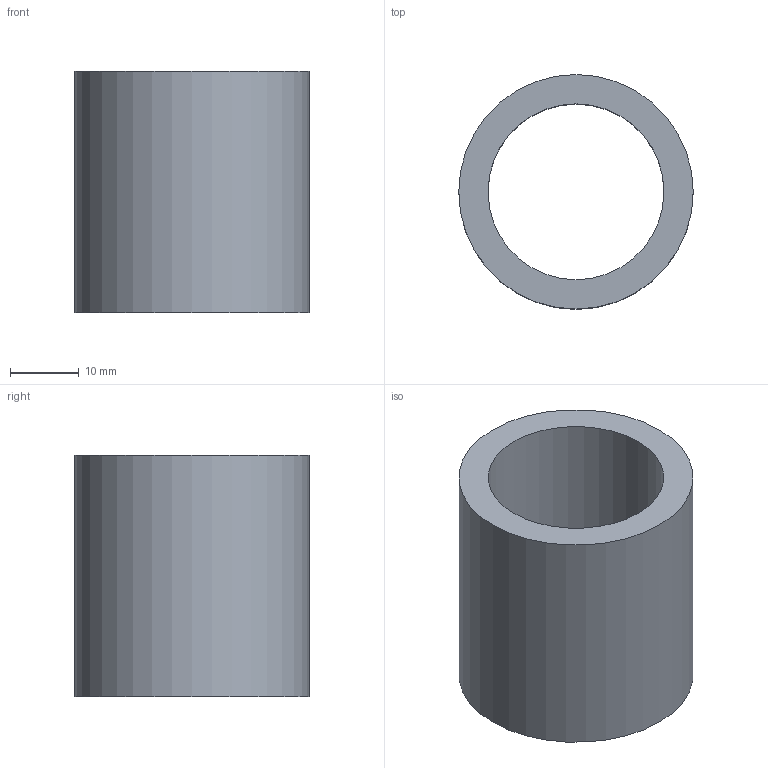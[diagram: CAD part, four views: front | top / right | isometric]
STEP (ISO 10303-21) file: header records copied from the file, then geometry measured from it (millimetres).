
FILE_DESCRIPTION((''),'2;1');
FILE_NAME('SLRS25.stp','2014-01-30T00:17:11',(''),(''),'Autodesk Inventor 2013','Autodesk Inventor 2013','');
FILE_SCHEMA(('AUTOMOTIVE_DESIGN { 1 0 10303 214 1 1 1 1 }'));
Length unit declared in the file: millimetre
Products named in the file (1): SL
Bounding box: 34 x 34 x 35 mm (x, y, z)
Volume: 13902.5 mm3; surface area: 7336.8 mm2
Topology: 1 solids, 1 shells, 4 faces, 7 edges, 5 vertices
Faces by surface type: cylinder 2, plane 2
Full cylindrical faces by diameter (mm): 25.5 x1, 34 x1
Entity records: 114 total; most frequent: DIRECTION 18, CARTESIAN_POINT 13, AXIS2_PLACEMENT_3D 9, ORIENTED_EDGE 8, EDGE_LOOP 8, VERTEX_POINT 4, CIRCLE 4, EDGE_CURVE 4
